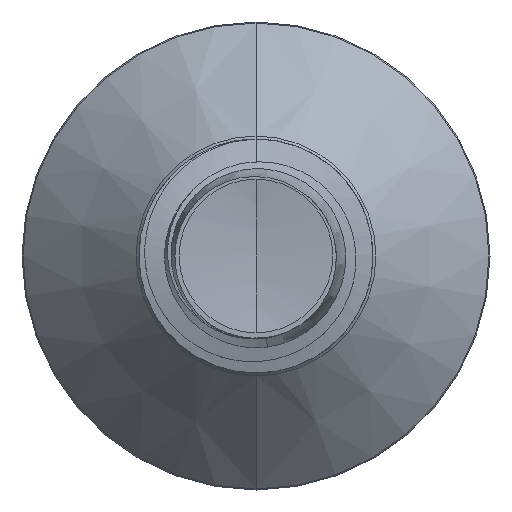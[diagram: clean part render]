
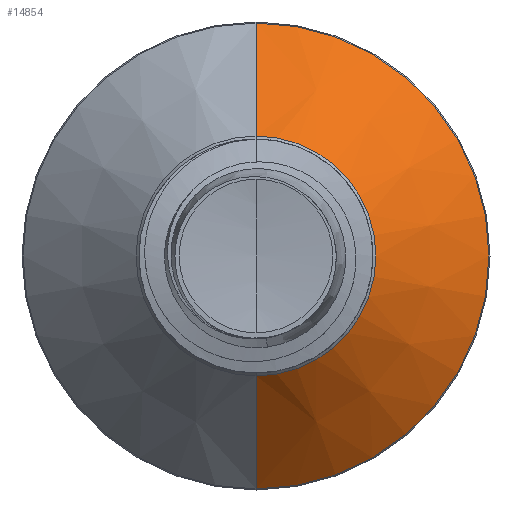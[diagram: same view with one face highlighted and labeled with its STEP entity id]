
A CAD part, front view. The second image highlights one B-rep face of the part: STEP entity #14854.
In plain terms, the highlighted conical face has half-angle 45 degrees and reference radius 2.563 mm.
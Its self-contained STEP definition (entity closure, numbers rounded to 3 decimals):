
#867 = LINE ( 'NONE', #10808, #15362 ) ;
#914 = FACE_OUTER_BOUND ( 'NONE', #6215, .T. ) ;
#1074 = AXIS2_PLACEMENT_3D ( 'NONE', #2958, #2926, #2923 ) ;
#1090 = CARTESIAN_POINT ( 'NONE',  ( 0., 5.313, 2.563 ) ) ;
#1512 = CONICAL_SURFACE ( 'NONE', #11128, 2.563, 0.785 ) ;
#2923 = DIRECTION ( 'NONE',  ( 0., 0., 1. ) ) ;
#2926 = DIRECTION ( 'NONE',  ( 0., 1., 0. ) ) ;
#2958 = CARTESIAN_POINT ( 'NONE',  ( 0., 7.728, 0. ) ) ;
#3215 = CARTESIAN_POINT ( 'NONE',  ( 0., 5.313, 0. ) ) ;
#3745 = ORIENTED_EDGE ( 'NONE', *, *, #5730, .F. ) ;
#4411 = DIRECTION ( 'NONE',  ( 0., 1., 0. ) ) ;
#5083 = CARTESIAN_POINT ( 'NONE',  ( 0., 7.728, -4.978 ) ) ;
#5403 = CARTESIAN_POINT ( 'NONE',  ( 0., 5.313, 0. ) ) ;
#5730 = EDGE_CURVE ( 'NONE', #15449, #14799, #867, .T. ) ;
#5789 = VERTEX_POINT ( 'NONE', #10776 ) ;
#6215 = EDGE_LOOP ( 'NONE', ( #9608, #7751, #14315, #3745 ) ) ;
#6320 = VERTEX_POINT ( 'NONE', #5083 ) ;
#6797 = DIRECTION ( 'NONE',  ( 0., 0., 1. ) ) ;
#7161 = EDGE_CURVE ( 'NONE', #5789, #6320, #14481, .T. ) ;
#7377 = EDGE_CURVE ( 'NONE', #14799, #6320, #14521, .T. ) ;
#7751 = ORIENTED_EDGE ( 'NONE', *, *, #7161, .T. ) ;
#9608 = ORIENTED_EDGE ( 'NONE', *, *, #11143, .T. ) ;
#10776 = CARTESIAN_POINT ( 'NONE',  ( 0., 5.313, -2.563 ) ) ;
#10805 = DIRECTION ( 'NONE',  ( 0., 0.707, 0.707 ) ) ;
#10808 = CARTESIAN_POINT ( 'NONE',  ( 0., 5.313, 2.563 ) ) ;
#11128 = AXIS2_PLACEMENT_3D ( 'NONE', #3215, #4411, #12112 ) ;
#11143 = EDGE_CURVE ( 'NONE', #15449, #5789, #12743, .T. ) ;
#12112 = DIRECTION ( 'NONE',  ( 0., 0., 1. ) ) ;
#12473 = AXIS2_PLACEMENT_3D ( 'NONE', #5403, #13690, #6797 ) ;
#12743 = CIRCLE ( 'NONE', #12473, 2.563 ) ;
#12874 = DIRECTION ( 'NONE',  ( 0., 0.707, -0.707 ) ) ;
#12877 = CARTESIAN_POINT ( 'NONE',  ( 0., 5.313, -2.563 ) ) ;
#12966 = CARTESIAN_POINT ( 'NONE',  ( 0., 7.728, 4.978 ) ) ;
#13690 = DIRECTION ( 'NONE',  ( 0., 1., 0. ) ) ;
#14315 = ORIENTED_EDGE ( 'NONE', *, *, #7377, .F. ) ;
#14481 = LINE ( 'NONE', #12877, #14507 ) ;
#14507 = VECTOR ( 'NONE', #12874, 1000. ) ;
#14521 = CIRCLE ( 'NONE', #1074, 4.978 ) ;
#14799 = VERTEX_POINT ( 'NONE', #12966 ) ;
#14854 = ADVANCED_FACE ( 'NONE', ( #914 ), #1512, .T. ) ;
#15362 = VECTOR ( 'NONE', #10805, 1000. ) ;
#15449 = VERTEX_POINT ( 'NONE', #1090 ) ;
